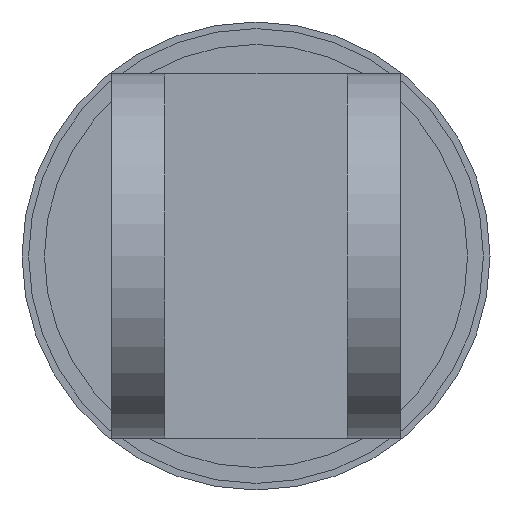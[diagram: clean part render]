
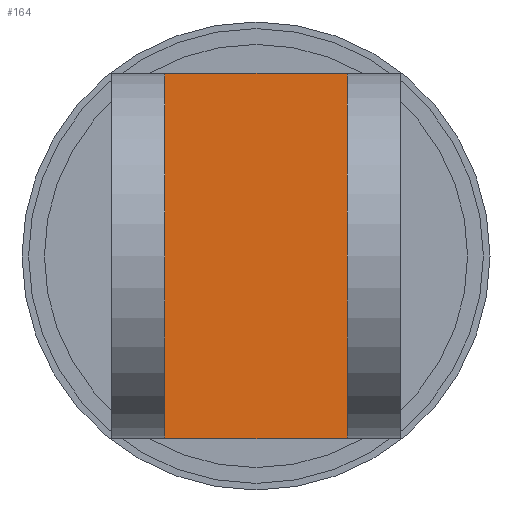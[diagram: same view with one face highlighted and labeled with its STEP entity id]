
A CAD part, left-side view. The second image highlights one B-rep face of the part: STEP entity #164.
In plain terms, the highlighted planar face has unit normal (-1, 0, 0).
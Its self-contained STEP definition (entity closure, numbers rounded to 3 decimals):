
#164=ADVANCED_FACE('',(#706),#705,.T.);
#705=PLANE('',#1911);
#706=FACE_OUTER_BOUND('',#1912,.T.);
#1908=CARTESIAN_POINT('',(-16.516,-6.6,175.413));
#1909=DIRECTION('',(-1.,0.,0.));
#1910=DIRECTION('',(0.,0.,1.));
#1911=AXIS2_PLACEMENT_3D('',#1908,#1909,#1910);
#1912=EDGE_LOOP('',(#2231,#2232,#2233,#2234));
#2231=ORIENTED_EDGE('',*,*,#2416,.F.);
#2232=ORIENTED_EDGE('',*,*,#2401,.F.);
#2233=ORIENTED_EDGE('',*,*,#2421,.T.);
#2234=ORIENTED_EDGE('',*,*,#2406,.T.);
#2401=EDGE_CURVE('',#3210,#3196,#3217,.T.);
#2406=EDGE_CURVE('',#3252,#3245,#3253,.T.);
#2416=EDGE_CURVE('',#3196,#3245,#3319,.T.);
#2421=EDGE_CURVE('',#3210,#3252,#3351,.T.);
#3196=VERTEX_POINT('',#3986);
#3210=VERTEX_POINT('',#3995);
#3217=LINE('',#3999,#4000);
#3245=VERTEX_POINT('',#4018);
#3252=VERTEX_POINT('',#4022);
#3253=LINE('',#4023,#4024);
#3319=LINE('',#4062,#4063);
#3351=LINE('',#4079,#4080);
#3986=CARTESIAN_POINT('',(-16.516,-5.5,177.613));
#3995=CARTESIAN_POINT('',(-16.516,-5.5,199.613));
#3999=CARTESIAN_POINT('',(-16.516,-5.5,199.613));
#4000=VECTOR('',#4001,22.);
#4001=DIRECTION('',(0.,0.,-1.));
#4018=CARTESIAN_POINT('',(-16.516,5.5,177.613));
#4022=CARTESIAN_POINT('',(-16.516,5.5,199.613));
#4023=CARTESIAN_POINT('',(-16.516,5.5,199.613));
#4024=VECTOR('',#4025,22.);
#4025=DIRECTION('',(0.,0.,-1.));
#4062=CARTESIAN_POINT('',(-16.516,-5.5,177.613));
#4063=VECTOR('',#4064,11.);
#4064=DIRECTION('',(0.,1.,0.));
#4079=CARTESIAN_POINT('',(-16.516,-5.5,199.613));
#4080=VECTOR('',#4081,11.);
#4081=DIRECTION('',(0.,1.,0.));
